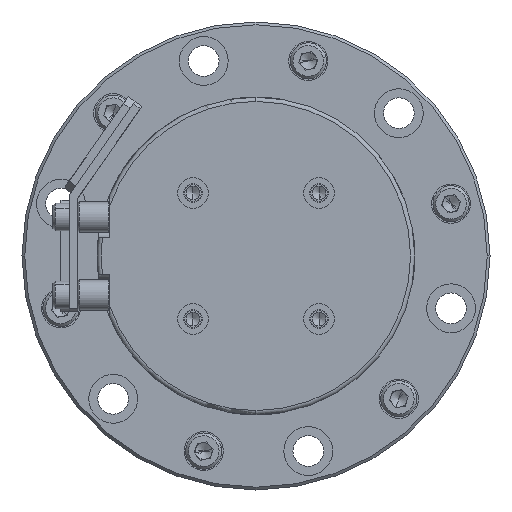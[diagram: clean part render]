
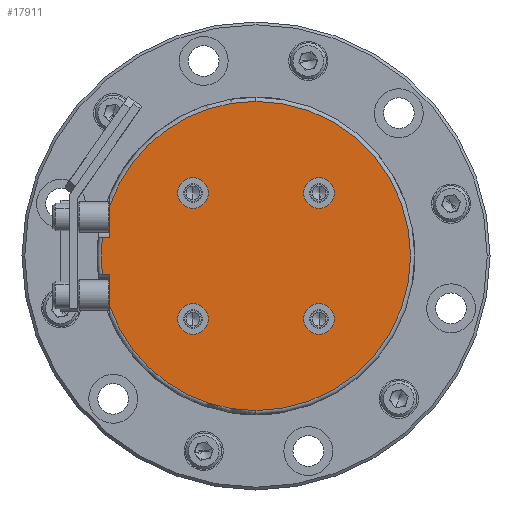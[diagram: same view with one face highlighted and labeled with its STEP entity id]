
A CAD part, left-side view. The second image highlights one B-rep face of the part: STEP entity #17911.
In plain terms, the highlighted planar face has unit normal (-1, 0, 0).
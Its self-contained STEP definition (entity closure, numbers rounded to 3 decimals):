
#64 = CIRCLE ( 'NONE', #17686, 5.5 ) ;
#464 = CARTESIAN_POINT ( 'NONE',  ( 0., 22.627, -22.627 ) ) ;
#501 = CARTESIAN_POINT ( 'NONE',  ( 0., -22.627, 17.127 ) ) ;
#587 = DIRECTION ( 'NONE',  ( 1., 0., 0. ) ) ;
#727 = LINE ( 'NONE', #4235, #16898 ) ;
#906 = AXIS2_PLACEMENT_3D ( 'NONE', #8444, #19444, #9984 ) ;
#912 = AXIS2_PLACEMENT_3D ( 'NONE', #17551, #8122, #19106 ) ;
#936 = ORIENTED_EDGE ( 'NONE', *, *, #18345, .T. ) ;
#971 = DIRECTION ( 'NONE',  ( -1., 0., 0. ) ) ;
#1197 = DIRECTION ( 'NONE',  ( -1., 0., 0. ) ) ;
#1414 = FACE_BOUND ( 'NONE', #2473, .T. ) ;
#1518 = VERTEX_POINT ( 'NONE', #7757 ) ;
#1897 = VERTEX_POINT ( 'NONE', #3356 ) ;
#1907 = CIRCLE ( 'NONE', #1939, 5.5 ) ;
#1939 = AXIS2_PLACEMENT_3D ( 'NONE', #464, #11351, #2038 ) ;
#1954 = CARTESIAN_POINT ( 'NONE',  ( 0., 22.627, 22.627 ) ) ;
#2038 = DIRECTION ( 'NONE',  ( 0., 0., 1. ) ) ;
#2143 = EDGE_CURVE ( 'NONE', #3688, #19099, #15761, .T. ) ;
#2416 = VERTEX_POINT ( 'NONE', #11564 ) ;
#2473 = EDGE_LOOP ( 'NONE', ( #10369, #12646 ) ) ;
#2532 = CIRCLE ( 'NONE', #17313, 5.5 ) ;
#2823 = VERTEX_POINT ( 'NONE', #5029 ) ;
#2963 = CARTESIAN_POINT ( 'NONE',  ( 0., -22.627, -22.627 ) ) ;
#2978 = EDGE_CURVE ( 'NONE', #10547, #9063, #2532, .T. ) ;
#3356 = CARTESIAN_POINT ( 'NONE',  ( 0., 0., -55.5 ) ) ;
#3477 = EDGE_CURVE ( 'NONE', #2416, #18581, #10272, .T. ) ;
#3511 = DIRECTION ( 'NONE',  ( 0., 0., 1. ) ) ;
#3661 = CARTESIAN_POINT ( 'NONE',  ( 0., 0., 0. ) ) ;
#3688 = VERTEX_POINT ( 'NONE', #501 ) ;
#3767 = LINE ( 'NONE', #14485, #12067 ) ;
#3787 = VERTEX_POINT ( 'NONE', #3990 ) ;
#3789 = ORIENTED_EDGE ( 'NONE', *, *, #2978, .F. ) ;
#3845 = CARTESIAN_POINT ( 'NONE',  ( 0., 22.627, -22.627 ) ) ;
#3930 = DIRECTION ( 'NONE',  ( -1., 0., 0. ) ) ;
#3977 = CARTESIAN_POINT ( 'NONE',  ( 0., 22.627, 17.127 ) ) ;
#3990 = CARTESIAN_POINT ( 'NONE',  ( 0., 0., 55.5 ) ) ;
#4009 = DIRECTION ( 'NONE',  ( 0., 0., 1. ) ) ;
#4235 = CARTESIAN_POINT ( 'NONE',  ( 0., 52.5, 6.5 ) ) ;
#4307 = CARTESIAN_POINT ( 'NONE',  ( 0., 52.5, 18. ) ) ;
#4532 = DIRECTION ( 'NONE',  ( 0., 0., 1. ) ) ;
#5029 = CARTESIAN_POINT ( 'NONE',  ( 0., -22.627, -17.127 ) ) ;
#5067 = FACE_BOUND ( 'NONE', #17879, .T. ) ;
#5142 = CARTESIAN_POINT ( 'NONE',  ( 0., -22.627, 28.127 ) ) ;
#5398 = DIRECTION ( 'NONE',  ( 0., 0., 1. ) ) ;
#5640 = VECTOR ( 'NONE', #14961, 1000. ) ;
#6102 = AXIS2_PLACEMENT_3D ( 'NONE', #2963, #13867, #4532 ) ;
#6326 = DIRECTION ( 'NONE',  ( 0., 1., 0. ) ) ;
#6363 = CARTESIAN_POINT ( 'NONE',  ( 0., 0., 0. ) ) ;
#6529 = EDGE_CURVE ( 'NONE', #1518, #11404, #13921, .T. ) ;
#7319 = CIRCLE ( 'NONE', #906, 5.5 ) ;
#7695 = LINE ( 'NONE', #15691, #16071 ) ;
#7757 = CARTESIAN_POINT ( 'NONE',  ( 0., 52.5, -18. ) ) ;
#7817 = EDGE_CURVE ( 'NONE', #14790, #2823, #14127, .T. ) ;
#7920 = DIRECTION ( 'NONE',  ( 0., 0., 1. ) ) ;
#7944 = AXIS2_PLACEMENT_3D ( 'NONE', #13258, #3930, #14843 ) ;
#8029 = ORIENTED_EDGE ( 'NONE', *, *, #9492, .T. ) ;
#8122 = DIRECTION ( 'NONE',  ( -1., 0., 0. ) ) ;
#8444 = CARTESIAN_POINT ( 'NONE',  ( 0., -22.627, 22.627 ) ) ;
#8578 = CIRCLE ( 'NONE', #912, 55.5 ) ;
#8627 = CIRCLE ( 'NONE', #18808, 5.5 ) ;
#9063 = VERTEX_POINT ( 'NONE', #11138 ) ;
#9492 = EDGE_CURVE ( 'NONE', #3787, #15889, #12569, .T. ) ;
#9579 = ORIENTED_EDGE ( 'NONE', *, *, #14449, .T. ) ;
#9596 = ORIENTED_EDGE ( 'NONE', *, *, #14065, .T. ) ;
#9667 = EDGE_LOOP ( 'NONE', ( #19953, #3789 ) ) ;
#9751 = EDGE_CURVE ( 'NONE', #16618, #13104, #8627, .T. ) ;
#9811 = ORIENTED_EDGE ( 'NONE', *, *, #10049, .F. ) ;
#9984 = DIRECTION ( 'NONE',  ( 0., 0., 1. ) ) ;
#10018 = CARTESIAN_POINT ( 'NONE',  ( 0., -22.627, 22.627 ) ) ;
#10049 = EDGE_CURVE ( 'NONE', #11404, #18581, #3767, .T. ) ;
#10170 = AXIS2_PLACEMENT_3D ( 'NONE', #12789, #16900, #19878 ) ;
#10177 = ORIENTED_EDGE ( 'NONE', *, *, #20144, .F. ) ;
#10272 = CIRCLE ( 'NONE', #10170, 55.5 ) ;
#10277 = CARTESIAN_POINT ( 'NONE',  ( 0., -22.627, -22.627 ) ) ;
#10366 = VERTEX_POINT ( 'NONE', #15819 ) ;
#10369 = ORIENTED_EDGE ( 'NONE', *, *, #9751, .F. ) ;
#10547 = VERTEX_POINT ( 'NONE', #3977 ) ;
#10751 = EDGE_LOOP ( 'NONE', ( #12564, #17345 ) ) ;
#11138 = CARTESIAN_POINT ( 'NONE',  ( 0., 22.627, 28.127 ) ) ;
#11307 = AXIS2_PLACEMENT_3D ( 'NONE', #3661, #587, #11480 ) ;
#11351 = DIRECTION ( 'NONE',  ( -1., 0., 0. ) ) ;
#11404 = VERTEX_POINT ( 'NONE', #16808 ) ;
#11480 = DIRECTION ( 'NONE',  ( 0., 0., -1. ) ) ;
#11564 = CARTESIAN_POINT ( 'NONE',  ( 0., 55.118, 6.5 ) ) ;
#11654 = EDGE_CURVE ( 'NONE', #9063, #10547, #16474, .T. ) ;
#11878 = DIRECTION ( 'NONE',  ( 0., 0., 1. ) ) ;
#12067 = VECTOR ( 'NONE', #12933, 1000. ) ;
#12564 = ORIENTED_EDGE ( 'NONE', *, *, #19939, .F. ) ;
#12569 = CIRCLE ( 'NONE', #19530, 55.5 ) ;
#12646 = ORIENTED_EDGE ( 'NONE', *, *, #17852, .F. ) ;
#12789 = CARTESIAN_POINT ( 'NONE',  ( 0., 0., 0. ) ) ;
#12849 = DIRECTION ( 'NONE',  ( -1., 0., 0. ) ) ;
#12870 = FACE_OUTER_BOUND ( 'NONE', #18346, .T. ) ;
#12933 = DIRECTION ( 'NONE',  ( 0., 1., 0. ) ) ;
#13104 = VERTEX_POINT ( 'NONE', #16562 ) ;
#13258 = CARTESIAN_POINT ( 'NONE',  ( 0., 0., 0. ) ) ;
#13343 = ORIENTED_EDGE ( 'NONE', *, *, #14692, .F. ) ;
#13352 = FACE_BOUND ( 'NONE', #9667, .T. ) ;
#13572 = DIRECTION ( 'NONE',  ( 0., 0., 1. ) ) ;
#13867 = DIRECTION ( 'NONE',  ( -1., 0., 0. ) ) ;
#13921 = LINE ( 'NONE', #19725, #5640 ) ;
#14065 = EDGE_CURVE ( 'NONE', #1897, #3787, #19187, .T. ) ;
#14127 = CIRCLE ( 'NONE', #6102, 5.5 ) ;
#14449 = EDGE_CURVE ( 'NONE', #1518, #1897, #8578, .T. ) ;
#14460 = CARTESIAN_POINT ( 'NONE',  ( 0., 22.627, 22.627 ) ) ;
#14485 = CARTESIAN_POINT ( 'NONE',  ( 0., 52.5, -6.5 ) ) ;
#14692 = EDGE_CURVE ( 'NONE', #2823, #14790, #64, .T. ) ;
#14751 = DIRECTION ( 'NONE',  ( -1., 0., 0. ) ) ;
#14790 = VERTEX_POINT ( 'NONE', #18360 ) ;
#14843 = DIRECTION ( 'NONE',  ( 0., 0., 1. ) ) ;
#14961 = DIRECTION ( 'NONE',  ( 0., 0., 1. ) ) ;
#15535 = CARTESIAN_POINT ( 'NONE',  ( 0., 22.627, -17.127 ) ) ;
#15691 = CARTESIAN_POINT ( 'NONE',  ( 0., 52.5, 6.5 ) ) ;
#15761 = CIRCLE ( 'NONE', #16244, 5.5 ) ;
#15819 = CARTESIAN_POINT ( 'NONE',  ( 0., 52.5, 6.5 ) ) ;
#15889 = VERTEX_POINT ( 'NONE', #4307 ) ;
#16071 = VECTOR ( 'NONE', #6326, 1000. ) ;
#16244 = AXIS2_PLACEMENT_3D ( 'NONE', #10018, #19080, #4009 ) ;
#16474 = CIRCLE ( 'NONE', #20280, 5.5 ) ;
#16562 = CARTESIAN_POINT ( 'NONE',  ( 0., 22.627, -28.127 ) ) ;
#16618 = VERTEX_POINT ( 'NONE', #15535 ) ;
#16808 = CARTESIAN_POINT ( 'NONE',  ( 0., 52.5, -6.5 ) ) ;
#16898 = VECTOR ( 'NONE', #13572, 1000. ) ;
#16900 = DIRECTION ( 'NONE',  ( -1., 0., 0. ) ) ;
#17079 = FACE_BOUND ( 'NONE', #10751, .T. ) ;
#17313 = AXIS2_PLACEMENT_3D ( 'NONE', #14460, #1197, #19327 ) ;
#17339 = DIRECTION ( 'NONE',  ( -1., 0., 0. ) ) ;
#17345 = ORIENTED_EDGE ( 'NONE', *, *, #2143, .F. ) ;
#17551 = CARTESIAN_POINT ( 'NONE',  ( 0., 0., 0. ) ) ;
#17686 = AXIS2_PLACEMENT_3D ( 'NONE', #10277, #971, #11878 ) ;
#17754 = PLANE ( 'NONE',  #11307 ) ;
#17758 = CARTESIAN_POINT ( 'NONE',  ( 0., 55.118, -6.5 ) ) ;
#17852 = EDGE_CURVE ( 'NONE', #13104, #16618, #1907, .T. ) ;
#17879 = EDGE_LOOP ( 'NONE', ( #13343, #19839 ) ) ;
#17911 = ADVANCED_FACE ( 'NONE', ( #13352, #17079, #5067, #1414, #12870 ), #17754, .F. ) ;
#18345 = EDGE_CURVE ( 'NONE', #10366, #2416, #7695, .T. ) ;
#18346 = EDGE_LOOP ( 'NONE', ( #10177, #936, #18874, #9811, #20051, #9579, #9596, #8029 ) ) ;
#18360 = CARTESIAN_POINT ( 'NONE',  ( 0., -22.627, -28.127 ) ) ;
#18581 = VERTEX_POINT ( 'NONE', #17758 ) ;
#18808 = AXIS2_PLACEMENT_3D ( 'NONE', #3845, #14751, #5398 ) ;
#18874 = ORIENTED_EDGE ( 'NONE', *, *, #3477, .T. ) ;
#19080 = DIRECTION ( 'NONE',  ( -1., 0., 0. ) ) ;
#19099 = VERTEX_POINT ( 'NONE', #5142 ) ;
#19106 = DIRECTION ( 'NONE',  ( 0., 0., 1. ) ) ;
#19187 = CIRCLE ( 'NONE', #7944, 55.5 ) ;
#19327 = DIRECTION ( 'NONE',  ( 0., 0., 1. ) ) ;
#19444 = DIRECTION ( 'NONE',  ( -1., 0., 0. ) ) ;
#19530 = AXIS2_PLACEMENT_3D ( 'NONE', #6363, #17339, #7920 ) ;
#19725 = CARTESIAN_POINT ( 'NONE',  ( 0., 52.5, -6.5 ) ) ;
#19839 = ORIENTED_EDGE ( 'NONE', *, *, #7817, .F. ) ;
#19878 = DIRECTION ( 'NONE',  ( 0., 0., 1. ) ) ;
#19939 = EDGE_CURVE ( 'NONE', #19099, #3688, #7319, .T. ) ;
#19953 = ORIENTED_EDGE ( 'NONE', *, *, #11654, .F. ) ;
#20051 = ORIENTED_EDGE ( 'NONE', *, *, #6529, .F. ) ;
#20144 = EDGE_CURVE ( 'NONE', #10366, #15889, #727, .T. ) ;
#20280 = AXIS2_PLACEMENT_3D ( 'NONE', #1954, #12849, #3511 ) ;
